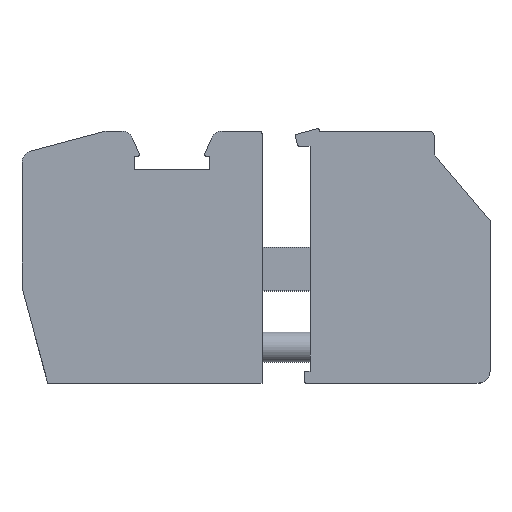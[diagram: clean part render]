
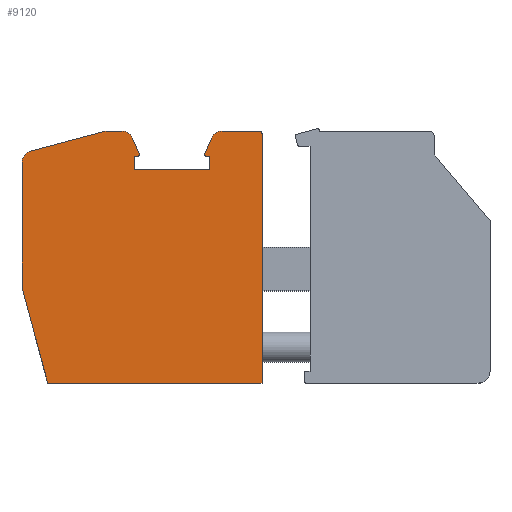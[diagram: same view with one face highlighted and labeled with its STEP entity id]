
A CAD part, top view. The second image highlights one B-rep face of the part: STEP entity #9120.
In plain terms, the highlighted planar face has unit normal (0, 0, 1).
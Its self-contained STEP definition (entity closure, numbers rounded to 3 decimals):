
#210=CARTESIAN_POINT('',(-160.9,96.08,8.1));
#220=VERTEX_POINT('',#210);
#250=CARTESIAN_POINT('',(-161.1,96.08,8.1));
#260=DIRECTION('',(0.,0.,-1.));
#270=DIRECTION('',(-1.,0.,0.));
#280=AXIS2_PLACEMENT_3D('',#250,#260,#270);
#290=CIRCLE('',#280,0.2);
#300=CARTESIAN_POINT('',(-161.1,96.28,8.1));
#310=VERTEX_POINT('',#300);
#320=EDGE_CURVE('',#310,#220,#290,.T.);
#700=CARTESIAN_POINT('',(-165.675,94.345,8.1));
#710=VERTEX_POINT('',#700);
#740=CARTESIAN_POINT('',(-165.505,94.345,8.1));
#750=DIRECTION('',(0.,0.,1.));
#760=DIRECTION('',(1.,0.,0.));
#770=AXIS2_PLACEMENT_3D('',#740,#750,#760);
#780=CIRCLE('',#770,0.17);
#790=CARTESIAN_POINT('',(-165.505,94.175,8.1));
#800=VERTEX_POINT('',#790);
#810=EDGE_CURVE('',#710,#800,#780,.T.);
#1180=CARTESIAN_POINT('',(-165.103,95.683,8.1));
#1190=VERTEX_POINT('',#1180);
#1220=CARTESIAN_POINT('',(-169.118,86.546,8.1));
#1230=DIRECTION('',(-0.402,-0.915,0.));
#1240=VECTOR('',#1230,1.);
#1250=LINE('',#1220,#1240);
#1260=CARTESIAN_POINT('',(-165.661,94.414,8.1));
#1270=VERTEX_POINT('',#1260);
#1280=EDGE_CURVE('',#1190,#1270,#1250,.T.);
#2530=CARTESIAN_POINT('',(-171.125,94.345,8.1));
#2540=VERTEX_POINT('',#2530);
#2570=CARTESIAN_POINT('',(-171.295,94.345,8.1));
#2580=DIRECTION('',(0.,0.,1.));
#2590=DIRECTION('',(1.,0.,0.));
#2600=AXIS2_PLACEMENT_3D('',#2570,#2580,#2590);
#2610=CIRCLE('',#2600,0.17);
#2620=CARTESIAN_POINT('',(-171.139,94.414,8.1));
#2630=VERTEX_POINT('',#2620);
#2640=EDGE_CURVE('',#2540,#2630,#2610,.T.);
#2960=CARTESIAN_POINT('',(-152.631,96.28,8.1));
#2970=DIRECTION('',(-1.,0.,0.));
#2980=VECTOR('',#2970,1.);
#2990=LINE('',#2960,#2980);
#3000=CARTESIAN_POINT('',(-164.188,96.28,8.1));
#3010=VERTEX_POINT('',#3000);
#3020=EDGE_CURVE('',#310,#3010,#2990,.T.);
#6170=CARTESIAN_POINT('',(-160.9,75.28,8.1));
#6180=VERTEX_POINT('',#6170);
#6210=CARTESIAN_POINT('',(-160.9,86.546,8.1));
#6220=DIRECTION('',(0.,1.,0.));
#6230=VECTOR('',#6220,1.);
#6240=LINE('',#6210,#6230);
#6250=EDGE_CURVE('',#6180,#220,#6240,.T.);
#6870=CARTESIAN_POINT('',(-172.613,96.28,8.1));
#6880=VERTEX_POINT('',#6870);
#6910=CARTESIAN_POINT('',(0.,96.28,8.1));
#6920=DIRECTION('',(1.,0.,0.));
#6930=VECTOR('',#6920,1.);
#6940=LINE('',#6910,#6930);
#6950=CARTESIAN_POINT('',(-173.9,96.28,8.1));
#6960=VERTEX_POINT('',#6950);
#6970=EDGE_CURVE('',#6960,#6880,#6940,.T.);
#7930=CARTESIAN_POINT('',(-164.521,82.856,8.1));
#7940=DIRECTION('',(0.,0.,1.));
#7950=DIRECTION('',(1.,0.,0.));
#7960=AXIS2_PLACEMENT_3D('',#7930,#7940,#7950);
#7970=PLANE('',#7960);
#7980=CARTESIAN_POINT('',(-180.9,0.,8.1));
#7990=DIRECTION('',(0.,-1.,0.));
#8000=VECTOR('',#7990,1.);
#8010=LINE('',#7980,#8000);
#8020=CARTESIAN_POINT('',(-180.9,93.637,8.1));
#8030=VERTEX_POINT('',#8020);
#8040=CARTESIAN_POINT('',(-180.9,83.28,8.1));
#8050=VERTEX_POINT('',#8040);
#8060=EDGE_CURVE('',#8030,#8050,#8010,.T.);
#8070=ORIENTED_EDGE('',*,*,#8060,.T.);
#8080=CARTESIAN_POINT('',(-179.9,93.637,8.1));
#8090=DIRECTION('',(0.,0.,1.));
#8100=DIRECTION('',(1.,0.,0.));
#8110=AXIS2_PLACEMENT_3D('',#8080,#8090,#8100);
#8120=CIRCLE('',#8110,1.);
#8130=CARTESIAN_POINT('',(-180.159,94.603,8.1));
#8140=VERTEX_POINT('',#8130);
#8150=EDGE_CURVE('',#8140,#8030,#8120,.T.);
#8160=ORIENTED_EDGE('',*,*,#8150,.T.);
#8170=CARTESIAN_POINT('',(0.,142.877,8.1));
#8180=DIRECTION('',(0.966,0.259,0.));
#8190=VECTOR('',#8180,1.);
#8200=LINE('',#8170,#8190);
#8210=EDGE_CURVE('',#8140,#6960,#8200,.T.);
#8220=ORIENTED_EDGE('',*,*,#8210,.F.);
#8230=ORIENTED_EDGE('',*,*,#6970,.F.);
#8240=CARTESIAN_POINT('',(-172.613,95.28,8.1));
#8250=DIRECTION('',(0.,0.,1.));
#8260=DIRECTION('',(1.,0.,0.));
#8270=AXIS2_PLACEMENT_3D('',#8240,#8250,#8260);
#8280=CIRCLE('',#8270,1.);
#8290=CARTESIAN_POINT('',(-171.697,95.683,8.1));
#8300=VERTEX_POINT('',#8290);
#8310=EDGE_CURVE('',#8300,#6880,#8280,.T.);
#8320=ORIENTED_EDGE('',*,*,#8310,.T.);
#8330=CARTESIAN_POINT('',(-167.682,86.546,8.1));
#8340=DIRECTION('',(0.402,-0.915,0.));
#8350=VECTOR('',#8340,1.);
#8360=LINE('',#8330,#8350);
#8370=EDGE_CURVE('',#8300,#2630,#8360,.T.);
#8380=ORIENTED_EDGE('',*,*,#8370,.F.);
#8390=ORIENTED_EDGE('',*,*,#2640,.T.);
#8400=CARTESIAN_POINT('',(-171.295,94.175,8.1));
#8410=VERTEX_POINT('',#8400);
#8420=EDGE_CURVE('',#8410,#2540,#2610,.T.);
#8430=ORIENTED_EDGE('',*,*,#8420,.T.);
#8440=CARTESIAN_POINT('',(0.,94.175,8.1));
#8450=DIRECTION('',(-1.,0.,0.));
#8460=VECTOR('',#8450,1.);
#8470=LINE('',#8440,#8460);
#8480=CARTESIAN_POINT('',(-171.563,94.175,8.1));
#8490=VERTEX_POINT('',#8480);
#8500=EDGE_CURVE('',#8410,#8490,#8470,.T.);
#8510=ORIENTED_EDGE('',*,*,#8500,.F.);
#8520=CARTESIAN_POINT('',(-171.563,0.,8.1));
#8530=DIRECTION('',(0.,-1.,0.));
#8540=VECTOR('',#8530,1.);
#8550=LINE('',#8520,#8540);
#8560=CARTESIAN_POINT('',(-171.563,93.105,8.1));
#8570=VERTEX_POINT('',#8560);
#8580=EDGE_CURVE('',#8490,#8570,#8550,.T.);
#8590=ORIENTED_EDGE('',*,*,#8580,.F.);
#8600=CARTESIAN_POINT('',(0.,93.105,8.1));
#8610=DIRECTION('',(-1.,0.,0.));
#8620=VECTOR('',#8610,1.);
#8630=LINE('',#8600,#8620);
#8640=CARTESIAN_POINT('',(-165.238,93.105,8.1));
#8650=VERTEX_POINT('',#8640);
#8660=EDGE_CURVE('',#8650,#8570,#8630,.T.);
#8670=ORIENTED_EDGE('',*,*,#8660,.T.);
#8680=CARTESIAN_POINT('',(-165.238,0.,8.1));
#8690=DIRECTION('',(0.,-1.,0.));
#8700=VECTOR('',#8690,1.);
#8710=LINE('',#8680,#8700);
#8720=CARTESIAN_POINT('',(-165.238,94.175,8.1));
#8730=VERTEX_POINT('',#8720);
#8740=EDGE_CURVE('',#8730,#8650,#8710,.T.);
#8750=ORIENTED_EDGE('',*,*,#8740,.T.);
#8760=CARTESIAN_POINT('',(0.,94.175,8.1));
#8770=DIRECTION('',(1.,0.,0.));
#8780=VECTOR('',#8770,1.);
#8790=LINE('',#8760,#8780);
#8800=EDGE_CURVE('',#800,#8730,#8790,.T.);
#8810=ORIENTED_EDGE('',*,*,#8800,.T.);
#8820=ORIENTED_EDGE('',*,*,#810,.T.);
#8830=EDGE_CURVE('',#1270,#710,#780,.T.);
#8840=ORIENTED_EDGE('',*,*,#8830,.T.);
#8850=ORIENTED_EDGE('',*,*,#1280,.T.);
#8860=CARTESIAN_POINT('',(-164.188,95.28,8.1));
#8870=DIRECTION('',(0.,0.,1.));
#8880=DIRECTION('',(1.,0.,0.));
#8890=AXIS2_PLACEMENT_3D('',#8860,#8870,#8880);
#8900=CIRCLE('',#8890,1.);
#8910=EDGE_CURVE('',#3010,#1190,#8900,.T.);
#8920=ORIENTED_EDGE('',*,*,#8910,.T.);
#8930=ORIENTED_EDGE('',*,*,#3020,.T.);
#8940=ORIENTED_EDGE('',*,*,#320,.F.);
#8950=ORIENTED_EDGE('',*,*,#6250,.T.);
#8960=CARTESIAN_POINT('',(0.,75.28,8.1));
#8970=DIRECTION('',(-1.,0.,0.));
#8980=VECTOR('',#8970,1.);
#8990=LINE('',#8960,#8980);
#9000=CARTESIAN_POINT('',(-178.756,75.28,8.1));
#9010=VERTEX_POINT('',#9000);
#9020=EDGE_CURVE('',#6180,#9010,#8990,.T.);
#9030=ORIENTED_EDGE('',*,*,#9020,.F.);
#9040=CARTESIAN_POINT('',(-158.585,0.,8.1));
#9050=DIRECTION('',(-0.259,0.966,0.));
#9060=VECTOR('',#9050,1.);
#9070=LINE('',#9040,#9060);
#9080=EDGE_CURVE('',#9010,#8050,#9070,.T.);
#9090=ORIENTED_EDGE('',*,*,#9080,.F.);
#9100=EDGE_LOOP('',(#9090,#9030,#8950,#8940,#8930,#8920,#8850,#8840,
#8820,#8810,#8750,#8670,#8590,#8510,#8430,#8390,#8380,#8320,#8230,#8220,
#8160,#8070));
#9110=FACE_OUTER_BOUND('',#9100,.T.);
#9120=ADVANCED_FACE('',(#9110),#7970,.T.);
